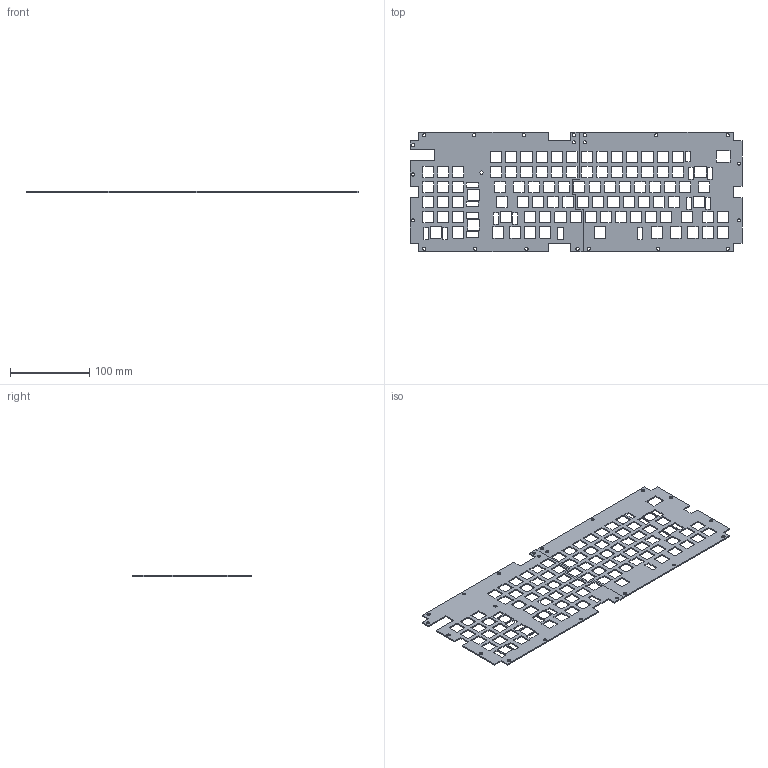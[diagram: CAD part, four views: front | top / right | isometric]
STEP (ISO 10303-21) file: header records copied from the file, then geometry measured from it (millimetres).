
FILE_DESCRIPTION(/* description */ (''),/* implementation_level */ '2;1');
FILE_NAME(/* name */ 'plate - board v24.step',/* time_stamp */ '2025-05-30T21:10:51-07:00',/* author */ (''),/* organization */ (''),/* preprocessor_version */ 'ST-DEVELOPER v20.1',/* originating_system */ 'Autodesk Translation Framework v14.4.0.0',/* authorisation */ '');
FILE_SCHEMA (('AUTOMOTIVE_DESIGN { 1 0 10303 214 3 1 1 }'));
Length unit declared in the file: millimetre
Products named in the file (1): plate - board
Bounding box: 418 x 151 x 1.5 mm (x, y, z)
Volume: 61203.3 mm3; surface area: 93307 mm2
Topology: 2 solids, 2 shells, 946 faces, 2826 edges, 1884 vertices
Faces by surface type: plane 492, cylinder 454
Full cylindrical faces by diameter (mm): 4 x22
Entity records: 32605 total; most frequent: CARTESIAN_POINT 5657, ORIENTED_EDGE 5652, DIRECTION 5628, EDGE_CURVE 2826, LINE 1918, VECTOR 1918, VERTEX_POINT 1884, AXIS2_PLACEMENT_3D 1855
